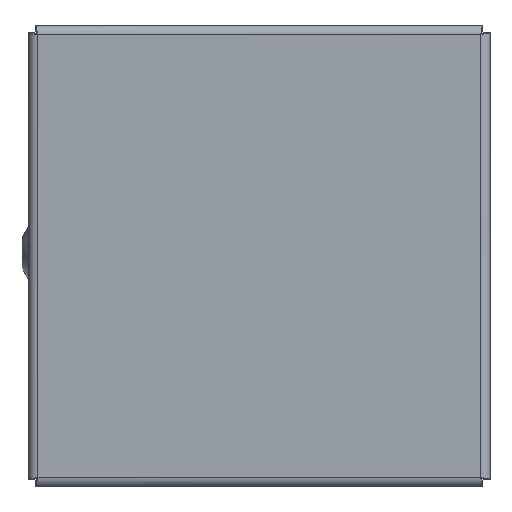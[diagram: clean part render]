
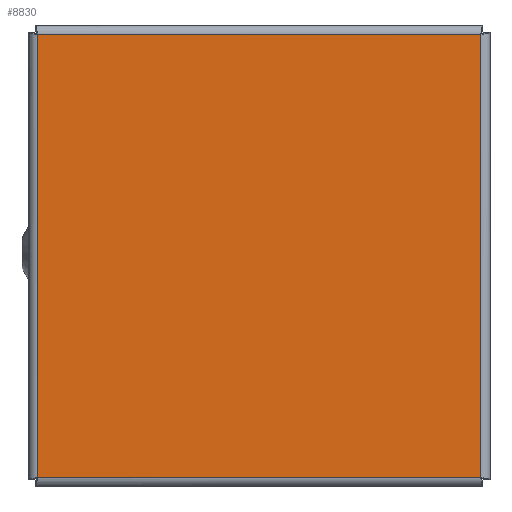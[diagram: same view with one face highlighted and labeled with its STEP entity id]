
A CAD part, left-side view. The second image highlights one B-rep face of the part: STEP entity #8830.
In plain terms, the highlighted face is planar.
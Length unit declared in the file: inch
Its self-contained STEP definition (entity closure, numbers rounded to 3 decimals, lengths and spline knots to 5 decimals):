
#7738=CARTESIAN_POINT('',(-1.90675,1.90675,0.));
#7739=VERTEX_POINT('',#7738);
#7750=CARTESIAN_POINT('',(-1.90675,-2.53175,0.));
#7751=VERTEX_POINT('',#7750);
#7752=CARTESIAN_POINT('',(-1.90675,-2.53175,0.0));
#7753=DIRECTION('',(0.0,1.0,0.0));
#7754=VECTOR('',#7753,4.4385);
#7755=LINE('',#7752,#7754);
#7756=EDGE_CURVE('',#7751,#7739,#7755,.T.);
#8028=CARTESIAN_POINT('',(2.53175,-2.53175,0.));
#8029=VERTEX_POINT('',#8028);
#8030=CARTESIAN_POINT('',(2.53175,-2.53175,0.0));
#8031=DIRECTION('',(-1.0,0.0,0.0));
#8032=VECTOR('',#8031,4.4385);
#8033=LINE('',#8030,#8032);
#8034=EDGE_CURVE('',#8029,#7751,#8033,.T.);
#8299=CARTESIAN_POINT('',(2.53175,1.90675,0.));
#8300=VERTEX_POINT('',#8299);
#8301=CARTESIAN_POINT('',(2.53175,1.90675,0.0));
#8302=DIRECTION('',(0.0,-1.0,0.0));
#8303=VECTOR('',#8302,4.4385);
#8304=LINE('',#8301,#8303);
#8305=EDGE_CURVE('',#8300,#8029,#8304,.T.);
#8570=CARTESIAN_POINT('',(-1.90675,1.90675,0.0));
#8571=DIRECTION('',(1.0,0.0,0.0));
#8572=VECTOR('',#8571,4.4385);
#8573=LINE('',#8570,#8572);
#8574=EDGE_CURVE('',#7739,#8300,#8573,.T.);
#8819=CARTESIAN_POINT('',(0.3125,-0.3125,0.0));
#8820=DIRECTION('',(0.0,0.0,1.0));
#8821=DIRECTION('',(1.0,0.0,0.0));
#8822=AXIS2_PLACEMENT_3D('',#8819,#8820,#8821);
#8823=PLANE('',#8822);
#8824=ORIENTED_EDGE('',*,*,#7756,.T.);
#8825=ORIENTED_EDGE('',*,*,#8574,.T.);
#8826=ORIENTED_EDGE('',*,*,#8305,.T.);
#8827=ORIENTED_EDGE('',*,*,#8034,.T.);
#8828=EDGE_LOOP('',(#8824,#8825,#8826,#8827));
#8829=FACE_OUTER_BOUND('',#8828,.T.);
#8830=ADVANCED_FACE('',(#8829),#8823,.F.);
